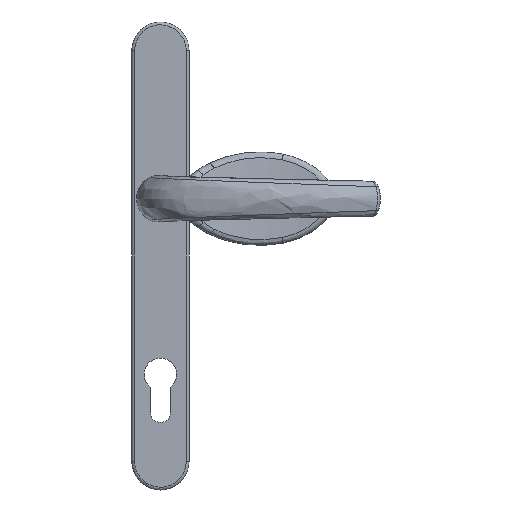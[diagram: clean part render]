
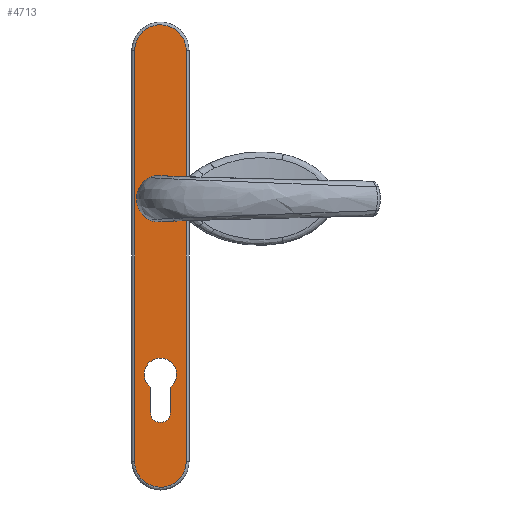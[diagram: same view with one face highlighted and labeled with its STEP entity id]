
A CAD part, front view. The second image highlights one B-rep face of the part: STEP entity #4713.
In plain terms, the highlighted face is planar.
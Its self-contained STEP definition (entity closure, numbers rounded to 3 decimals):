
#63 = AXIS2_PLACEMENT_3D ( 'NONE', #3926, #9690, #4727 ) ;
#128 = CARTESIAN_POINT ( 'NONE',  ( -4., -26., 0. ) ) ;
#204 = ORIENTED_EDGE ( 'NONE', *, *, #9327, .F. ) ;
#223 = EDGE_CURVE ( 'NONE', #10099, #3163, #9737, .T. ) ;
#237 = EDGE_LOOP ( 'NONE', ( #3668, #1556, #1588, #204 ) ) ;
#295 = VECTOR ( 'NONE', #9724, 1000. ) ;
#558 = DIRECTION ( 'NONE',  ( 0., 0., -1. ) ) ;
#633 = DIRECTION ( 'NONE',  ( -1., 0., 0. ) ) ;
#695 = DIRECTION ( 'NONE',  ( 0., 0., 1. ) ) ;
#721 = CIRCLE ( 'NONE', #4631, 5.2 ) ;
#733 = LINE ( 'NONE', #5528, #4346 ) ;
#745 = DIRECTION ( 'NONE',  ( -1., 0., 0. ) ) ;
#806 = CARTESIAN_POINT ( 'NONE',  ( -13.5, 107.5, 0. ) ) ;
#853 = VERTEX_POINT ( 'NONE', #2175 ) ;
#937 = CARTESIAN_POINT ( 'NONE',  ( 4., -34., 0. ) ) ;
#963 = CARTESIAN_POINT ( 'NONE',  ( -13.5, 107.5, 0. ) ) ;
#988 = ORIENTED_EDGE ( 'NONE', *, *, #9841, .F. ) ;
#1022 = ORIENTED_EDGE ( 'NONE', *, *, #7043, .F. ) ;
#1034 = CARTESIAN_POINT ( 'NONE',  ( 13.5, -107.5, 0. ) ) ;
#1153 = DIRECTION ( 'NONE',  ( 0., 0., -1. ) ) ;
#1283 = VERTEX_POINT ( 'NONE', #9982 ) ;
#1488 = CARTESIAN_POINT ( 'NONE',  ( 13.5, -107.5, 0. ) ) ;
#1556 = ORIENTED_EDGE ( 'NONE', *, *, #10115, .F. ) ;
#1588 = ORIENTED_EDGE ( 'NONE', *, *, #4516, .F. ) ;
#2010 = VECTOR ( 'NONE', #745, 1000. ) ;
#2041 = CIRCLE ( 'NONE', #8133, 8.5 ) ;
#2155 = FACE_OUTER_BOUND ( 'NONE', #4071, .T. ) ;
#2175 = CARTESIAN_POINT ( 'NONE',  ( 8.5, 62., 0. ) ) ;
#2251 = ORIENTED_EDGE ( 'NONE', *, *, #6577, .F. ) ;
#2367 = CARTESIAN_POINT ( 'NONE',  ( 13.5, 134.5, 0. ) ) ;
#2379 = CARTESIAN_POINT ( 'NONE',  ( -5.2, 68.724, 0. ) ) ;
#2406 = LINE ( 'NONE', #10201, #5226 ) ;
#2408 = CARTESIAN_POINT ( 'NONE',  ( 0., -34., 0. ) ) ;
#2445 = EDGE_CURVE ( 'NONE', #6108, #853, #2041, .T. ) ;
#2915 = ORIENTED_EDGE ( 'NONE', *, *, #2445, .F. ) ;
#3039 = DIRECTION ( 'NONE',  ( 0., -1., 0. ) ) ;
#3040 = DIRECTION ( 'NONE',  ( 1., 0., 0. ) ) ;
#3163 = VERTEX_POINT ( 'NONE', #937 ) ;
#3303 = LINE ( 'NONE', #2408, #2010 ) ;
#3668 = ORIENTED_EDGE ( 'NONE', *, *, #223, .F. ) ;
#3892 = CARTESIAN_POINT ( 'NONE',  ( -13.5, -107.5, 0. ) ) ;
#3926 = CARTESIAN_POINT ( 'NONE',  ( 0., 62., 0. ) ) ;
#4071 = EDGE_LOOP ( 'NONE', ( #9198, #2251, #988, #1022 ) ) ;
#4282 = DIRECTION ( 'NONE',  ( 0., -1., 0. ) ) ;
#4335 = VECTOR ( 'NONE', #4282, 1000. ) ;
#4346 = VECTOR ( 'NONE', #3039, 1000. ) ;
#4467 = VECTOR ( 'NONE', #5689, 1000. ) ;
#4516 = EDGE_CURVE ( 'NONE', #10286, #9526, #7310, .T. ) ;
#4597 = VECTOR ( 'NONE', #8110, 1000. ) ;
#4615 = CARTESIAN_POINT ( 'NONE',  ( -5.2, 107.5, 0. ) ) ;
#4631 = AXIS2_PLACEMENT_3D ( 'NONE', #7052, #1153, #8723 ) ;
#4713 = ADVANCED_FACE ( 'NONE', ( #7185, #5883, #2155 ), #10486, .F. ) ;
#4727 = DIRECTION ( 'NONE',  ( -1., 0., 0. ) ) ;
#4732 = ORIENTED_EDGE ( 'NONE', *, *, #9012, .F. ) ;
#4745 = CARTESIAN_POINT ( 'NONE',  ( -13.5, 107.5, 0. ) ) ;
#4817 = CARTESIAN_POINT ( 'NONE',  ( -4., 107.5, 0. ) ) ;
#4863 = CARTESIAN_POINT ( 'NONE',  ( 13.5, 107.5, 0. ) ) ;
#4898 = ORIENTED_EDGE ( 'NONE', *, *, #6560, .F. ) ;
#4946 = AXIS2_PLACEMENT_3D ( 'NONE', #5529, #695, #3040 ) ;
#5174 = AXIS2_PLACEMENT_3D ( 'NONE', #5503, #558, #633 ) ;
#5226 = VECTOR ( 'NONE', #9444, 1000. ) ;
#5503 = CARTESIAN_POINT ( 'NONE',  ( 0., 62., 0. ) ) ;
#5528 = CARTESIAN_POINT ( 'NONE',  ( 5.2, 107.5, 0. ) ) ;
#5529 = CARTESIAN_POINT ( 'NONE',  ( 0., 107.5, 0. ) ) ;
#5553 = CARTESIAN_POINT ( 'NONE',  ( 13.5, -134.5, 0. ) ) ;
#5689 = DIRECTION ( 'NONE',  ( 0., 1., 0. ) ) ;
#5883 = FACE_BOUND ( 'NONE', #6099, .T. ) ;
#5901 = VERTEX_POINT ( 'NONE', #10016 ) ;
#5918 = DIRECTION ( 'NONE',  ( 0., 0., -1. ) ) ;
#5928 = VERTEX_POINT ( 'NONE', #1034 ) ;
#5985 = ORIENTED_EDGE ( 'NONE', *, *, #9189, .F. ) ;
#6060 =( BOUNDED_CURVE ( )  B_SPLINE_CURVE ( 3, ( #3892, #10512, #5553, #1488 ),
 .UNSPECIFIED., .F., .T. ) 
 B_SPLINE_CURVE_WITH_KNOTS ( ( 4, 4 ),
 ( 0., 1. ),
 .UNSPECIFIED. ) 
 CURVE ( )  GEOMETRIC_REPRESENTATION_ITEM ( )  RATIONAL_B_SPLINE_CURVE ( ( 1., 0.333, 0.333, 1. ) ) 
 REPRESENTATION_ITEM ( '' )  );
#6099 = EDGE_LOOP ( 'NONE', ( #8129, #4732, #8200, #4898, #5985, #2915 ) ) ;
#6108 = VERTEX_POINT ( 'NONE', #10090 ) ;
#6382 = LINE ( 'NONE', #963, #4335 ) ;
#6409 = CIRCLE ( 'NONE', #63, 8.5 ) ;
#6560 = EDGE_CURVE ( 'NONE', #1283, #7641, #6409, .T. ) ;
#6577 = EDGE_CURVE ( 'NONE', #8357, #5928, #6060, .T. ) ;
#6669 =( BOUNDED_CURVE ( )  B_SPLINE_CURVE ( 3, ( #7439, #2367, #8970, #806 ),
 .UNSPECIFIED., .F., .F. ) 
 B_SPLINE_CURVE_WITH_KNOTS ( ( 4, 4 ),
 ( 0., 1. ),
 .UNSPECIFIED. ) 
 CURVE ( )  GEOMETRIC_REPRESENTATION_ITEM ( )  RATIONAL_B_SPLINE_CURVE ( ( 1., 0.333, 0.333, 1. ) ) 
 REPRESENTATION_ITEM ( '' )  );
#6905 = CARTESIAN_POINT ( 'NONE',  ( 13.5, 107.5, 0. ) ) ;
#6941 = CARTESIAN_POINT ( 'NONE',  ( 4., -26., 0. ) ) ;
#7043 = EDGE_CURVE ( 'NONE', #9994, #9290, #6669, .T. ) ;
#7052 = CARTESIAN_POINT ( 'NONE',  ( 0., 82., 0. ) ) ;
#7185 = FACE_BOUND ( 'NONE', #237, .T. ) ;
#7205 = EDGE_CURVE ( 'NONE', #8340, #6108, #733, .T. ) ;
#7310 = LINE ( 'NONE', #4817, #4597 ) ;
#7439 = CARTESIAN_POINT ( 'NONE',  ( 13.5, 107.5, 0. ) ) ;
#7641 = VERTEX_POINT ( 'NONE', #2379 ) ;
#7698 = EDGE_CURVE ( 'NONE', #5928, #9994, #10548, .T. ) ;
#7996 = CARTESIAN_POINT ( 'NONE',  ( -4., -34., 0. ) ) ;
#8110 = DIRECTION ( 'NONE',  ( 0., 1., 0. ) ) ;
#8129 = ORIENTED_EDGE ( 'NONE', *, *, #7205, .F. ) ;
#8133 = AXIS2_PLACEMENT_3D ( 'NONE', #9254, #5918, #8464 ) ;
#8200 = ORIENTED_EDGE ( 'NONE', *, *, #8436, .F. ) ;
#8340 = VERTEX_POINT ( 'NONE', #9569 ) ;
#8348 = LINE ( 'NONE', #4615, #10018 ) ;
#8357 = VERTEX_POINT ( 'NONE', #8737 ) ;
#8436 = EDGE_CURVE ( 'NONE', #7641, #5901, #8348, .T. ) ;
#8464 = DIRECTION ( 'NONE',  ( -1., 0., 0. ) ) ;
#8723 = DIRECTION ( 'NONE',  ( -1., 0., 0. ) ) ;
#8737 = CARTESIAN_POINT ( 'NONE',  ( -13.5, -107.5, 0. ) ) ;
#8970 = CARTESIAN_POINT ( 'NONE',  ( -13.5, 134.5, 0. ) ) ;
#8997 = CIRCLE ( 'NONE', #5174, 8.5 ) ;
#9012 = EDGE_CURVE ( 'NONE', #5901, #8340, #721, .T. ) ;
#9189 = EDGE_CURVE ( 'NONE', #853, #1283, #8997, .T. ) ;
#9198 = ORIENTED_EDGE ( 'NONE', *, *, #7698, .F. ) ;
#9254 = CARTESIAN_POINT ( 'NONE',  ( 0., 62., 0. ) ) ;
#9290 = VERTEX_POINT ( 'NONE', #4745 ) ;
#9327 = EDGE_CURVE ( 'NONE', #3163, #10286, #3303, .T. ) ;
#9444 = DIRECTION ( 'NONE',  ( 1., 0., 0. ) ) ;
#9526 = VERTEX_POINT ( 'NONE', #128 ) ;
#9534 = DIRECTION ( 'NONE',  ( 0., 1., 0. ) ) ;
#9569 = CARTESIAN_POINT ( 'NONE',  ( 5.2, 82., 0. ) ) ;
#9690 = DIRECTION ( 'NONE',  ( 0., 0., -1. ) ) ;
#9724 = DIRECTION ( 'NONE',  ( 0., -1., 0. ) ) ;
#9737 = LINE ( 'NONE', #10481, #295 ) ;
#9841 = EDGE_CURVE ( 'NONE', #9290, #8357, #6382, .T. ) ;
#9982 = CARTESIAN_POINT ( 'NONE',  ( -8.5, 62., 0. ) ) ;
#9994 = VERTEX_POINT ( 'NONE', #6905 ) ;
#10016 = CARTESIAN_POINT ( 'NONE',  ( -5.2, 82., 0. ) ) ;
#10018 = VECTOR ( 'NONE', #9534, 1000. ) ;
#10090 = CARTESIAN_POINT ( 'NONE',  ( 5.2, 68.724, 0. ) ) ;
#10099 = VERTEX_POINT ( 'NONE', #6941 ) ;
#10115 = EDGE_CURVE ( 'NONE', #9526, #10099, #2406, .T. ) ;
#10201 = CARTESIAN_POINT ( 'NONE',  ( 0., -26., 0. ) ) ;
#10286 = VERTEX_POINT ( 'NONE', #7996 ) ;
#10481 = CARTESIAN_POINT ( 'NONE',  ( 4., 107.5, 0. ) ) ;
#10486 = PLANE ( 'NONE',  #4946 ) ;
#10512 = CARTESIAN_POINT ( 'NONE',  ( -13.5, -134.5, 0. ) ) ;
#10548 = LINE ( 'NONE', #4863, #4467 ) ;
